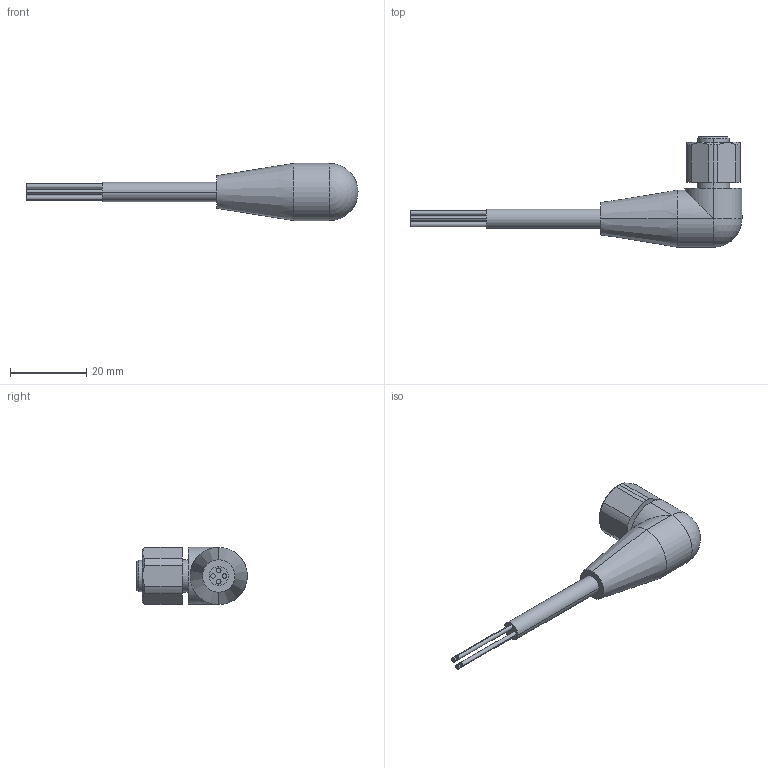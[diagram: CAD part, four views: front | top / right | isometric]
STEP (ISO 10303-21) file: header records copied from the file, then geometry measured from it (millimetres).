
FILE_DESCRIPTION (( 'STEP AP214' ), '1' );
FILE_NAME ('7024-12341-3210500.step', '2019-03-13T11:34:42', ( '' ), ( '' ), 'SwSTEP 2.0', 'SolidWorks 2018', '' );
FILE_SCHEMA (( 'AUTOMOTIVE_DESIGN' ));
Length unit declared in the file: millimetre
Products named in the file (1): 7024-12341-3210500
Bounding box: 87 x 29 x 15 mm (x, y, z)
Volume: 7401.8 mm3; surface area: 3885.5 mm2
Topology: 1 solids, 1 shells, 73 faces, 162 edges, 104 vertices
Faces by surface type: cylinder 38, plane 25, cone 9, sphere 1
Entity records: 2094 total; most frequent: DIRECTION 385, CARTESIAN_POINT 384, ORIENTED_EDGE 320, EDGE_CURVE 160, AXIS2_PLACEMENT_3D 160, VERTEX_POINT 103, EDGE_LOOP 87, CIRCLE 86
